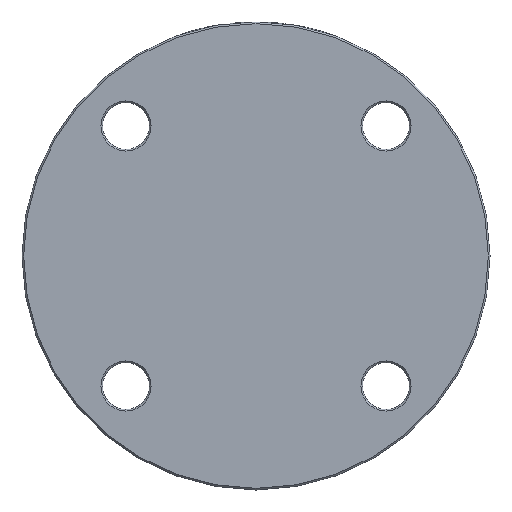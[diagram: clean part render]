
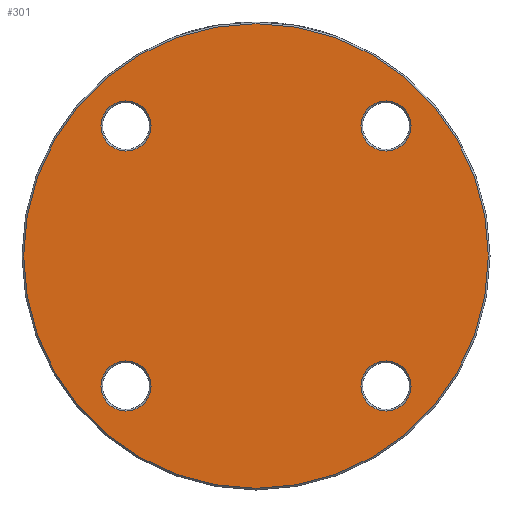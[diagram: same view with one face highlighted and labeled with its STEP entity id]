
A CAD part, left-side view. The second image highlights one B-rep face of the part: STEP entity #301.
In plain terms, the highlighted planar face has unit normal (-1, 0, 0).
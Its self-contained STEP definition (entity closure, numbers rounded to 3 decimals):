
#186 = VERTEX_POINT ( 'NONE', #2536 ) ;
#280 = AXIS2_PLACEMENT_3D ( 'NONE', #1648, #2520, #4500 ) ;
#301 = ADVANCED_FACE ( 'NONE', ( #4364, #3996, #2346, #3974, #335 ), #3196, .F. ) ;
#335 = FACE_BOUND ( 'NONE', #4121, .T. ) ;
#384 = ORIENTED_EDGE ( 'NONE', *, *, #1915, .T. ) ;
#455 = AXIS2_PLACEMENT_3D ( 'NONE', #1846, #5070, #3456 ) ;
#529 = CIRCLE ( 'NONE', #4412, 69.5 ) ;
#564 = DIRECTION ( 'NONE',  ( 1., 0., 0. ) ) ;
#585 = CARTESIAN_POINT ( 'NONE',  ( 0., 38.891, 31.391 ) ) ;
#683 = DIRECTION ( 'NONE',  ( 1., 0., 0. ) ) ;
#779 = ORIENTED_EDGE ( 'NONE', *, *, #2499, .T. ) ;
#828 = CARTESIAN_POINT ( 'NONE',  ( 0., -38.891, 38.891 ) ) ;
#887 = CIRCLE ( 'NONE', #455, 7.5 ) ;
#1023 = EDGE_CURVE ( 'NONE', #5055, #5055, #4674, .T. ) ;
#1648 = CARTESIAN_POINT ( 'NONE',  ( 0., 38.891, 38.891 ) ) ;
#1846 = CARTESIAN_POINT ( 'NONE',  ( 0., 38.891, -38.891 ) ) ;
#1892 = CIRCLE ( 'NONE', #280, 7.5 ) ;
#1915 = EDGE_CURVE ( 'NONE', #2647, #2647, #529, .T. ) ;
#1949 = CARTESIAN_POINT ( 'NONE',  ( 0., 0., 0. ) ) ;
#2140 = CARTESIAN_POINT ( 'NONE',  ( 0., -38.891, -38.891 ) ) ;
#2262 = EDGE_LOOP ( 'NONE', ( #4402 ) ) ;
#2346 = FACE_BOUND ( 'NONE', #2262, .T. ) ;
#2381 = AXIS2_PLACEMENT_3D ( 'NONE', #2140, #564, #3002 ) ;
#2499 = EDGE_CURVE ( 'NONE', #2593, #2593, #3750, .T. ) ;
#2520 = DIRECTION ( 'NONE',  ( 1., 0., 0. ) ) ;
#2536 = CARTESIAN_POINT ( 'NONE',  ( 0., 38.891, -46.391 ) ) ;
#2593 = VERTEX_POINT ( 'NONE', #4214 ) ;
#2647 = VERTEX_POINT ( 'NONE', #4239 ) ;
#2659 = DIRECTION ( 'NONE',  ( 0., 0., -1. ) ) ;
#2670 = EDGE_CURVE ( 'NONE', #3415, #3415, #1892, .T. ) ;
#2793 = DIRECTION ( 'NONE',  ( 0., 0., -1. ) ) ;
#2812 = AXIS2_PLACEMENT_3D ( 'NONE', #828, #683, #5218 ) ;
#3002 = DIRECTION ( 'NONE',  ( 0., 0., -1. ) ) ;
#3196 = PLANE ( 'NONE',  #3844 ) ;
#3251 = EDGE_CURVE ( 'NONE', #186, #186, #887, .T. ) ;
#3296 = EDGE_LOOP ( 'NONE', ( #5134 ) ) ;
#3415 = VERTEX_POINT ( 'NONE', #585 ) ;
#3432 = EDGE_LOOP ( 'NONE', ( #384 ) ) ;
#3456 = DIRECTION ( 'NONE',  ( 0., 0., -1. ) ) ;
#3568 = DIRECTION ( 'NONE',  ( 1., 0., 0. ) ) ;
#3750 = CIRCLE ( 'NONE', #2812, 7.5 ) ;
#3835 = DIRECTION ( 'NONE',  ( -1., 0., 0. ) ) ;
#3844 = AXIS2_PLACEMENT_3D ( 'NONE', #1949, #3568, #2793 ) ;
#3974 = FACE_OUTER_BOUND ( 'NONE', #3432, .T. ) ;
#3996 = FACE_BOUND ( 'NONE', #4490, .T. ) ;
#4121 = EDGE_LOOP ( 'NONE', ( #4520 ) ) ;
#4214 = CARTESIAN_POINT ( 'NONE',  ( 0., -38.891, 31.391 ) ) ;
#4239 = CARTESIAN_POINT ( 'NONE',  ( 0., 0., -69.5 ) ) ;
#4364 = FACE_BOUND ( 'NONE', #3296, .T. ) ;
#4402 = ORIENTED_EDGE ( 'NONE', *, *, #2670, .T. ) ;
#4412 = AXIS2_PLACEMENT_3D ( 'NONE', #5090, #3835, #2659 ) ;
#4490 = EDGE_LOOP ( 'NONE', ( #779 ) ) ;
#4500 = DIRECTION ( 'NONE',  ( 0., 0., -1. ) ) ;
#4520 = ORIENTED_EDGE ( 'NONE', *, *, #3251, .T. ) ;
#4566 = CARTESIAN_POINT ( 'NONE',  ( 0., -38.891, -46.391 ) ) ;
#4674 = CIRCLE ( 'NONE', #2381, 7.5 ) ;
#5055 = VERTEX_POINT ( 'NONE', #4566 ) ;
#5070 = DIRECTION ( 'NONE',  ( 1., 0., 0. ) ) ;
#5090 = CARTESIAN_POINT ( 'NONE',  ( 0., 0., 0. ) ) ;
#5134 = ORIENTED_EDGE ( 'NONE', *, *, #1023, .T. ) ;
#5218 = DIRECTION ( 'NONE',  ( 0., 0., -1. ) ) ;
